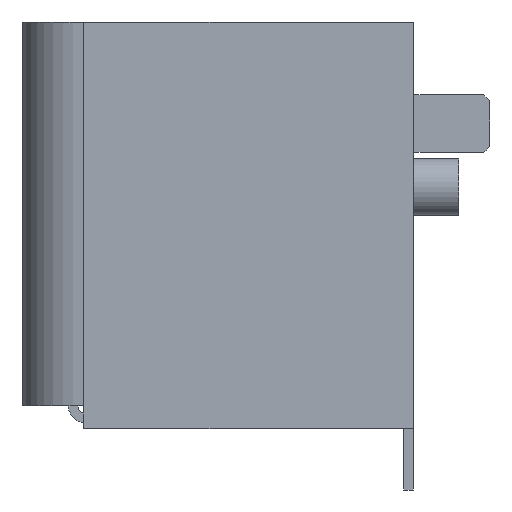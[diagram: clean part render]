
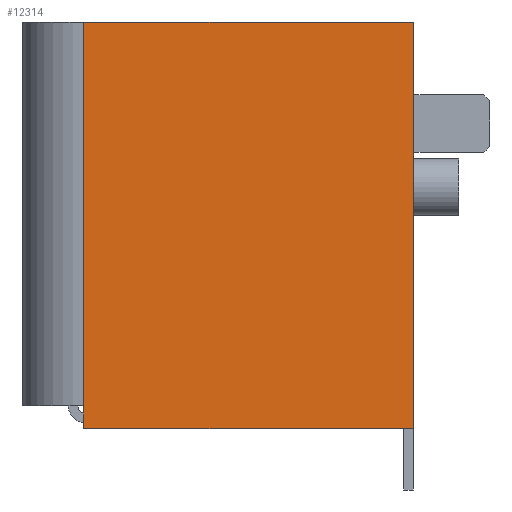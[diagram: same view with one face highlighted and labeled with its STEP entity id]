
A CAD part, left-side view. The second image highlights one B-rep face of the part: STEP entity #12314.
In plain terms, the highlighted planar face has unit normal (-1, 0, 0).
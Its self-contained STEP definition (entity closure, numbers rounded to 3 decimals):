
#897 = EDGE_CURVE ( 'NONE', #33253, #11042, #8391, .T. ) ;
#1564 = CARTESIAN_POINT ( 'NONE',  ( -32.294, 7.68, -4.5 ) ) ;
#2044 = LINE ( 'NONE', #9417, #28526 ) ;
#3064 = CARTESIAN_POINT ( 'NONE',  ( -32.294, -0.92, -4.5 ) ) ;
#3335 = VECTOR ( 'NONE', #12472, 1000. ) ;
#3937 = VECTOR ( 'NONE', #27282, 1000. ) ;
#4440 = EDGE_CURVE ( 'NONE', #11042, #33372, #2044, .T. ) ;
#5476 = LINE ( 'NONE', #28126, #25768 ) ;
#7316 = PLANE ( 'NONE',  #29182 ) ;
#7953 = EDGE_CURVE ( 'NONE', #33253, #11949, #18273, .T. ) ;
#8391 = LINE ( 'NONE', #17184, #22487 ) ;
#9417 = CARTESIAN_POINT ( 'NONE',  ( -32.294, 7.68, -4.5 ) ) ;
#9601 = DIRECTION ( 'NONE',  ( 0., -1., 0. ) ) ;
#9800 = CARTESIAN_POINT ( 'NONE',  ( -32.294, 7.68, 6.1 ) ) ;
#10089 = DIRECTION ( 'NONE',  ( -1., 0., 0. ) ) ;
#10926 = CARTESIAN_POINT ( 'NONE',  ( -32.294, 7.68, 6.1 ) ) ;
#10977 = LINE ( 'NONE', #32625, #3937 ) ;
#11042 = VERTEX_POINT ( 'NONE', #1564 ) ;
#11049 = CARTESIAN_POINT ( 'NONE',  ( -32.294, -0.92, 6.1 ) ) ;
#11428 = EDGE_CURVE ( 'NONE', #33372, #25852, #10977, .T. ) ;
#11949 = VERTEX_POINT ( 'NONE', #10926 ) ;
#12314 = ADVANCED_FACE ( 'NONE', ( #29550 ), #7316, .T. ) ;
#12472 = DIRECTION ( 'NONE',  ( 0., 0., 1. ) ) ;
#15838 = CARTESIAN_POINT ( 'NONE',  ( -32.294, 7.68, -3.9 ) ) ;
#17184 = CARTESIAN_POINT ( 'NONE',  ( -32.294, 7.68, -4.993 ) ) ;
#17428 = DIRECTION ( 'NONE',  ( 0., -1., 0. ) ) ;
#17845 = EDGE_LOOP ( 'NONE', ( #20778, #30019, #32174, #24570, #24458 ) ) ;
#18273 = LINE ( 'NONE', #9800, #3335 ) ;
#20778 = ORIENTED_EDGE ( 'NONE', *, *, #7953, .F. ) ;
#22487 = VECTOR ( 'NONE', #33034, 1000. ) ;
#24458 = ORIENTED_EDGE ( 'NONE', *, *, #29989, .F. ) ;
#24570 = ORIENTED_EDGE ( 'NONE', *, *, #11428, .T. ) ;
#25768 = VECTOR ( 'NONE', #9601, 1000. ) ;
#25852 = VERTEX_POINT ( 'NONE', #11049 ) ;
#25959 = CARTESIAN_POINT ( 'NONE',  ( -32.294, 7.68, 6.1 ) ) ;
#27282 = DIRECTION ( 'NONE',  ( 0., 0., 1. ) ) ;
#28126 = CARTESIAN_POINT ( 'NONE',  ( -32.294, 0., 6.1 ) ) ;
#28526 = VECTOR ( 'NONE', #17428, 1000. ) ;
#28612 = DIRECTION ( 'NONE',  ( 0., 0., 1. ) ) ;
#29182 = AXIS2_PLACEMENT_3D ( 'NONE', #25959, #10089, #28612 ) ;
#29550 = FACE_OUTER_BOUND ( 'NONE', #17845, .T. ) ;
#29989 = EDGE_CURVE ( 'NONE', #11949, #25852, #5476, .T. ) ;
#30019 = ORIENTED_EDGE ( 'NONE', *, *, #897, .T. ) ;
#32174 = ORIENTED_EDGE ( 'NONE', *, *, #4440, .T. ) ;
#32625 = CARTESIAN_POINT ( 'NONE',  ( -32.294, -0.92, 6.1 ) ) ;
#33034 = DIRECTION ( 'NONE',  ( 0., 0., -1. ) ) ;
#33253 = VERTEX_POINT ( 'NONE', #15838 ) ;
#33372 = VERTEX_POINT ( 'NONE', #3064 ) ;
